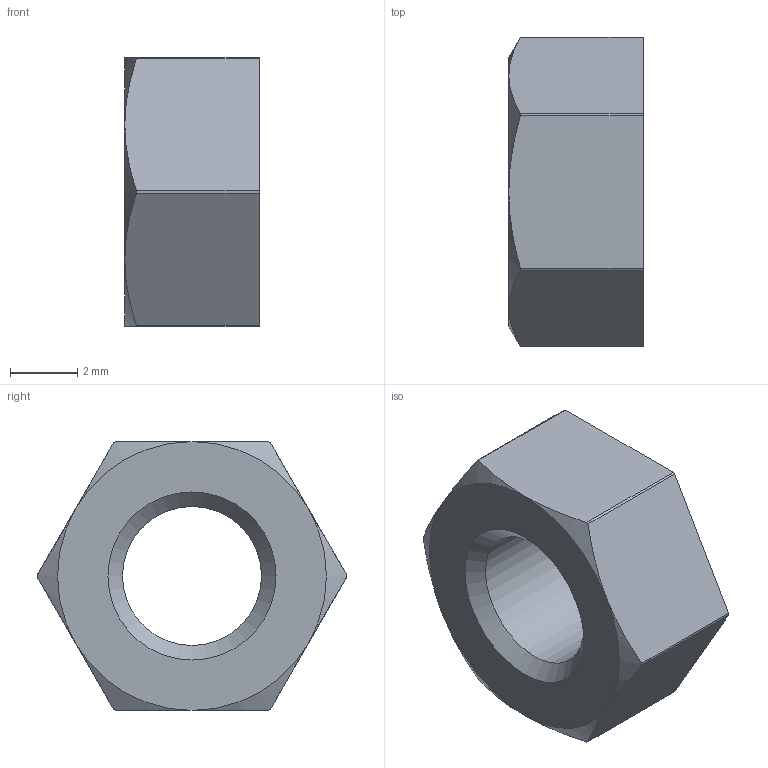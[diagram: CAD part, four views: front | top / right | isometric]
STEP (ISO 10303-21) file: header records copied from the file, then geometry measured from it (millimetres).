
FILE_DESCRIPTION(/* description */ ('STEP AP214'),/* implementation_level */ '2;1');
FILE_NAME(/* name */ 'LBNR5',/* time_stamp */ '2024-09-26T02:25:58+02:00',/* author */ ('License CC BY-ND 4.0'),/* organization */ ('CADENAS'),/* preprocessor_version */ 'ST-DEVELOPER v19.3',/* originating_system */ 'PARTsolutions',/* authorisation */ ' ');
FILE_SCHEMA (('AUTOMOTIVE_DESIGN {1 0 10303 214 3 1 1}'));
Length unit declared in the file: millimetre
Products named in the file (1): LBNR5
Bounding box: 4 x 9.2 x 8 mm (x, y, z)
Volume: 164.8 mm3; surface area: 237.9 mm2
Topology: 1 solids, 1 shells, 23 faces, 55 edges, 34 vertices
Faces by surface type: cone 8, plane 8, cylinder 7
Full cylindrical faces by diameter (mm): 4.134 x1
Entity records: 698 total; most frequent: CARTESIAN_POINT 146, DIRECTION 110, ORIENTED_EDGE 104, EDGE_CURVE 52, AXIS2_PLACEMENT_3D 46, VERTEX_POINT 34, EDGE_LOOP 28, FACE_BOUND 28
